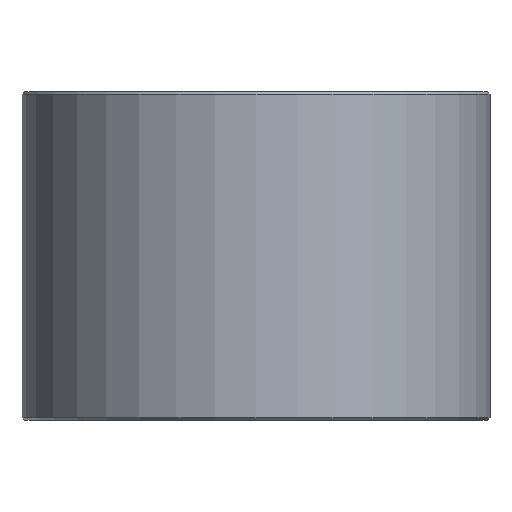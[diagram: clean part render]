
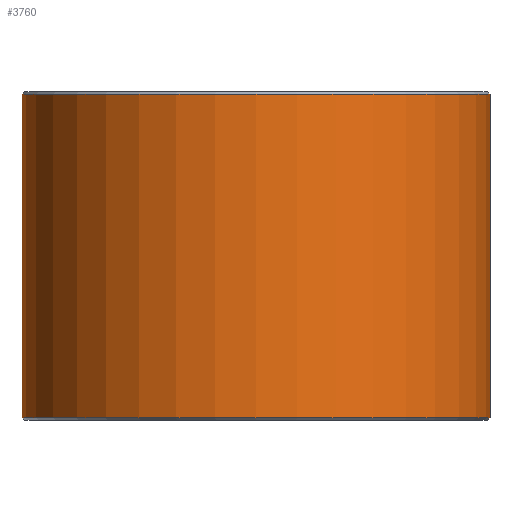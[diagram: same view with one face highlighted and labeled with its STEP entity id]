
A CAD part, left-side view. The second image highlights one B-rep face of the part: STEP entity #3760.
In plain terms, the highlighted cylindrical face has radius 47.5 mm (diameter 95 mm), a full revolution.
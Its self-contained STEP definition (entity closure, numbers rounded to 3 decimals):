
#36=FACE_BOUND('',#1139,.T.);
#37=FACE_BOUND('',#1140,.T.);
#259=LINE('',#7191,#492);
#262=LINE('',#7196,#495);
#492=VECTOR('',#4334,22.032);
#495=VECTOR('',#4339,22.032);
#907=FACE_OUTER_BOUND('',#1138,.T.);
#1138=EDGE_LOOP('',(#3447));
#1139=EDGE_LOOP('',(#3448));
#1140=EDGE_LOOP('',(#3449,#3450,#3451,#3452,#3453,#3454,#3455,#3456));
#1185=CIRCLE('',#3855,47.5);
#1186=CIRCLE('',#3862,47.5);
#1253=CIRCLE('',#4050,47.5);
#1254=CIRCLE('',#4051,47.5);
#1377=B_SPLINE_CURVE_WITH_KNOTS('',3,(#7161,#7162,#7163,#7164,#7165,#7166,
#7167,#7168,#7169,#7170),.UNSPECIFIED.,.F.,.F.,(4,2,2,2,4),(1.054,
1.175,1.297,1.442,1.586),
 .UNSPECIFIED.);
#1378=B_SPLINE_CURVE_WITH_KNOTS('',3,(#7179,#7180,#7181,#7182,#7183,#7184,
#7185,#7186,#7187,#7188),.UNSPECIFIED.,.F.,.F.,(4,2,2,2,4),(-0.524,
-0.384,-0.243,-0.122,0.),
 .UNSPECIFIED.);
#1379=B_SPLINE_CURVE_WITH_KNOTS('',3,(#7199,#7200,#7201,#7202,#7203,#7204,
#7205,#7206,#7207,#7208),.UNSPECIFIED.,.F.,.F.,(4,2,2,2,4),(0.521,
0.666,0.81,0.932,1.054),
 .UNSPECIFIED.);
#1380=B_SPLINE_CURVE_WITH_KNOTS('',3,(#7213,#7214,#7215,#7216,#7217,#7218,
#7219,#7220,#7221,#7222),.UNSPECIFIED.,.F.,.F.,(4,2,2,2,4),(0.,0.122,
0.243,0.384,0.524),.UNSPECIFIED.);
#1659=VERTEX_POINT('',#7158);
#1660=VERTEX_POINT('',#7160);
#1661=VERTEX_POINT('',#7173);
#1662=VERTEX_POINT('',#7177);
#1663=VERTEX_POINT('',#7190);
#1664=VERTEX_POINT('',#7194);
#1665=VERTEX_POINT('',#7198);
#1666=VERTEX_POINT('',#7211);
#1853=VERTEX_POINT('',#8566);
#1854=VERTEX_POINT('',#8568);
#2116=EDGE_CURVE('',#1660,#1659,#1377,.T.);
#2119=EDGE_CURVE('',#1659,#1661,#1185,.T.);
#2121=EDGE_CURVE('',#1661,#1662,#1378,.T.);
#2122=EDGE_CURVE('',#1663,#1660,#259,.T.);
#2125=EDGE_CURVE('',#1662,#1664,#262,.T.);
#2126=EDGE_CURVE('',#1665,#1663,#1379,.T.);
#2129=EDGE_CURVE('',#1664,#1666,#1380,.T.);
#2130=EDGE_CURVE('',#1666,#1665,#1186,.T.);
#2410=EDGE_CURVE('',#1853,#1853,#1253,.T.);
#2411=EDGE_CURVE('',#1854,#1854,#1254,.T.);
#3447=ORIENTED_EDGE('',*,*,#2410,.F.);
#3448=ORIENTED_EDGE('',*,*,#2411,.F.);
#3449=ORIENTED_EDGE('',*,*,#2116,.T.);
#3450=ORIENTED_EDGE('',*,*,#2119,.T.);
#3451=ORIENTED_EDGE('',*,*,#2121,.T.);
#3452=ORIENTED_EDGE('',*,*,#2125,.T.);
#3453=ORIENTED_EDGE('',*,*,#2129,.T.);
#3454=ORIENTED_EDGE('',*,*,#2130,.T.);
#3455=ORIENTED_EDGE('',*,*,#2126,.T.);
#3456=ORIENTED_EDGE('',*,*,#2122,.T.);
#3553=CYLINDRICAL_SURFACE('',#4049,47.5);
#3760=ADVANCED_FACE('',(#907,#36,#37),#3553,.T.);
#3855=AXIS2_PLACEMENT_3D('',#7175,#4327,#4328);
#3862=AXIS2_PLACEMENT_3D('',#7224,#4348,#4349);
#4049=AXIS2_PLACEMENT_3D('',#8565,#4853,#4854);
#4050=AXIS2_PLACEMENT_3D('',#8567,#4855,#4856);
#4051=AXIS2_PLACEMENT_3D('',#8569,#4857,#4858);
#4327=DIRECTION('center_axis',(0.,0.,-1.));
#4328=DIRECTION('ref_axis',(-1.,0.,0.));
#4334=DIRECTION('',(0.,0.,-1.));
#4339=DIRECTION('',(0.,0.,1.));
#4348=DIRECTION('center_axis',(0.,0.,1.));
#4349=DIRECTION('ref_axis',(-1.,0.,0.));
#4853=DIRECTION('center_axis',(0.,0.,1.));
#4854=DIRECTION('ref_axis',(-1.,0.,0.));
#4855=DIRECTION('center_axis',(0.,0.,-1.));
#4856=DIRECTION('ref_axis',(-1.,0.,0.));
#4857=DIRECTION('center_axis',(0.,0.,1.));
#4858=DIRECTION('ref_axis',(-1.,0.,0.));
#7158=CARTESIAN_POINT('',(41.19,23.656,21.465));
#7160=CARTESIAN_POINT('',(39.152,26.896,24.705));
#7161=CARTESIAN_POINT('Ctrl Pts',(39.152,26.896,24.705));
#7162=CARTESIAN_POINT('Ctrl Pts',(39.152,26.896,24.3));
#7163=CARTESIAN_POINT('Ctrl Pts',(39.208,26.815,23.874));
#7164=CARTESIAN_POINT('Ctrl Pts',(39.419,26.503,23.104));
#7165=CARTESIAN_POINT('Ctrl Pts',(39.573,26.273,22.76));
#7166=CARTESIAN_POINT('Ctrl Pts',(39.936,25.719,22.169));
#7167=CARTESIAN_POINT('Ctrl Pts',(40.178,25.342,21.902));
#7168=CARTESIAN_POINT('Ctrl Pts',(40.685,24.519,21.55));
#7169=CARTESIAN_POINT('Ctrl Pts',(40.95,24.074,21.465));
#7170=CARTESIAN_POINT('Ctrl Pts',(41.19,23.656,21.465));
#7173=CARTESIAN_POINT('',(42.251,-21.704,21.465));
#7175=CARTESIAN_POINT('Origin',(0.,0.,21.465));
#7177=CARTESIAN_POINT('',(40.423,-24.944,24.705));
#7179=CARTESIAN_POINT('Ctrl Pts',(42.251,-21.704,21.465));
#7180=CARTESIAN_POINT('Ctrl Pts',(42.038,-22.12,21.465));
#7181=CARTESIAN_POINT('Ctrl Pts',(41.801,-22.563,21.55));
#7182=CARTESIAN_POINT('Ctrl Pts',(41.349,-23.382,21.898));
#7183=CARTESIAN_POINT('Ctrl Pts',(41.133,-23.757,22.162));
#7184=CARTESIAN_POINT('Ctrl Pts',(40.806,-24.315,22.75));
#7185=CARTESIAN_POINT('Ctrl Pts',(40.665,-24.548,23.098));
#7186=CARTESIAN_POINT('Ctrl Pts',(40.474,-24.863,23.872));
#7187=CARTESIAN_POINT('Ctrl Pts',(40.423,-24.944,24.299));
#7188=CARTESIAN_POINT('Ctrl Pts',(40.423,-24.944,24.705));
#7190=CARTESIAN_POINT('',(39.152,26.896,46.737));
#7191=CARTESIAN_POINT('',(39.152,26.896,0.));
#7194=CARTESIAN_POINT('',(40.423,-24.944,46.737));
#7196=CARTESIAN_POINT('',(40.423,-24.944,0.));
#7198=CARTESIAN_POINT('',(41.19,23.656,49.977));
#7199=CARTESIAN_POINT('Ctrl Pts',(41.19,23.656,49.977));
#7200=CARTESIAN_POINT('Ctrl Pts',(40.95,24.074,49.977));
#7201=CARTESIAN_POINT('Ctrl Pts',(40.685,24.519,49.892));
#7202=CARTESIAN_POINT('Ctrl Pts',(40.178,25.342,49.54));
#7203=CARTESIAN_POINT('Ctrl Pts',(39.936,25.719,49.274));
#7204=CARTESIAN_POINT('Ctrl Pts',(39.573,26.273,48.682));
#7205=CARTESIAN_POINT('Ctrl Pts',(39.419,26.503,48.338));
#7206=CARTESIAN_POINT('Ctrl Pts',(39.208,26.815,47.568));
#7207=CARTESIAN_POINT('Ctrl Pts',(39.152,26.896,47.143));
#7208=CARTESIAN_POINT('Ctrl Pts',(39.152,26.896,46.737));
#7211=CARTESIAN_POINT('',(42.251,-21.704,49.977));
#7213=CARTESIAN_POINT('Ctrl Pts',(40.423,-24.944,46.737));
#7214=CARTESIAN_POINT('Ctrl Pts',(40.423,-24.944,47.143));
#7215=CARTESIAN_POINT('Ctrl Pts',(40.474,-24.863,47.57));
#7216=CARTESIAN_POINT('Ctrl Pts',(40.665,-24.548,48.345));
#7217=CARTESIAN_POINT('Ctrl Pts',(40.806,-24.315,48.693));
#7218=CARTESIAN_POINT('Ctrl Pts',(41.133,-23.757,49.281));
#7219=CARTESIAN_POINT('Ctrl Pts',(41.349,-23.382,49.544));
#7220=CARTESIAN_POINT('Ctrl Pts',(41.801,-22.563,49.893));
#7221=CARTESIAN_POINT('Ctrl Pts',(42.038,-22.12,49.977));
#7222=CARTESIAN_POINT('Ctrl Pts',(42.251,-21.704,49.977));
#7224=CARTESIAN_POINT('Origin',(0.,0.,49.977));
#8565=CARTESIAN_POINT('Origin',(0.,0.,0.));
#8566=CARTESIAN_POINT('',(47.5,0.,0.5));
#8567=CARTESIAN_POINT('Origin',(0.,0.,0.5));
#8568=CARTESIAN_POINT('',(47.5,0.,66.2));
#8569=CARTESIAN_POINT('Origin',(0.,0.,66.2));
